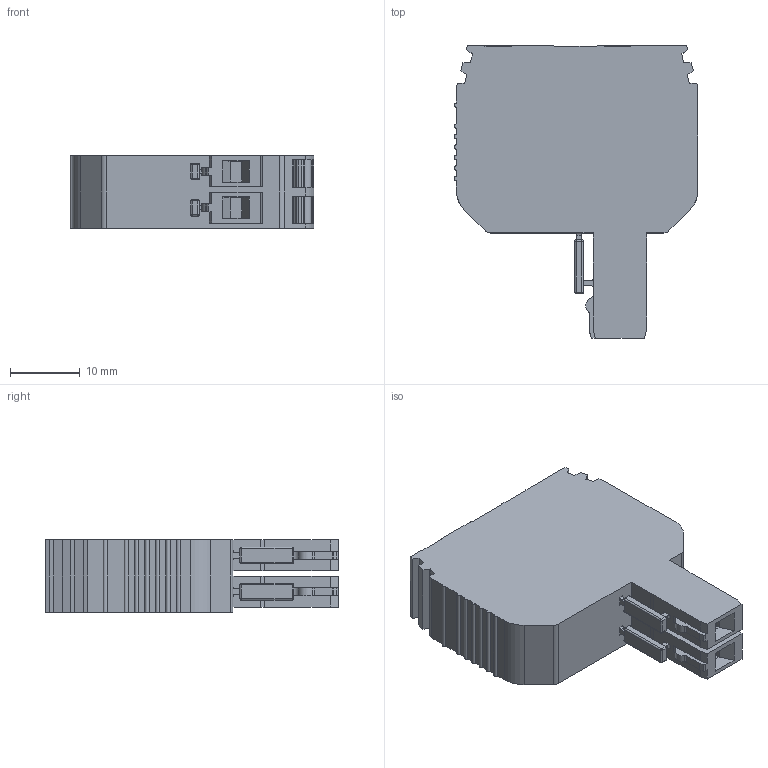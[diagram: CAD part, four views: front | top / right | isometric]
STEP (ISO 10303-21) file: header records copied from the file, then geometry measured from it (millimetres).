
FILE_DESCRIPTION (( 'STEP AP214' ), '1' );
FILE_NAME ('310569_SG_PT 2.5DB_2_Grey.STEP', '2017-10-02T04:58:14', ( '' ), ( '' ), 'SwSTEP 2.0', 'SolidWorks 2017', '' );
FILE_SCHEMA (( 'AUTOMOTIVE_DESIGN' ));
Length unit declared in the file: millimetre
Products named in the file (1): 310569_SG_PT 2.5DB_2_Grey
Bounding box: 34.9 x 41.9 x 10.4 mm (x, y, z)
Volume: 9957.4 mm3; surface area: 4212.8 mm2
Topology: 1 solids, 1 shells, 382 faces, 1052 edges, 672 vertices
Faces by surface type: plane 249, cylinder 117, sphere 16
Entity records: 11972 total; most frequent: CARTESIAN_POINT 2121, ORIENTED_EDGE 2072, DIRECTION 2028, EDGE_CURVE 1036, VECTOR 790, LINE 790, VERTEX_POINT 672, AXIS2_PLACEMENT_3D 619
